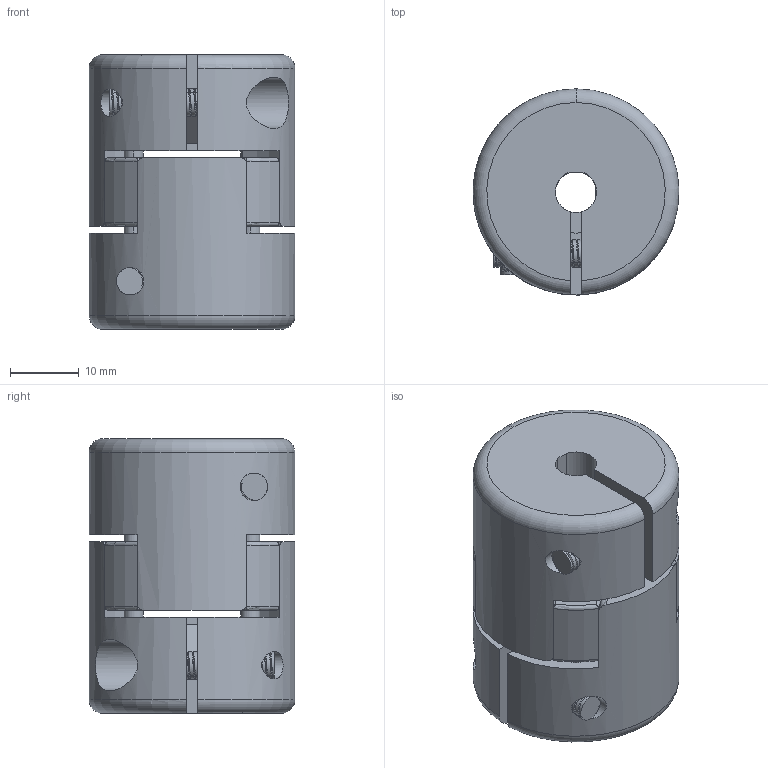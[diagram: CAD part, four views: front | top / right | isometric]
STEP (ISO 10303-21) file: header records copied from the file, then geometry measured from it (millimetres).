
FILE_DESCRIPTION (( 'STEP AP203' ), '1' );
FILE_NAME ('Coupler Assy.STEP', '2015-04-13T01:23:30', ( '' ), ( '' ), 'SwSTEP 2.0', 'SolidWorks 2014', '' );
FILE_SCHEMA (( 'CONFIG_CONTROL_DESIGN' ));
Length unit declared in the file: millimetre
Products named in the file (5): Coupler 6mm Hole; Coupler Insert; Coupler 8mm Hole; M4x16; Coupler Assy
Assembly tree (5 placements, depth 2):
  Coupler Assy
    Coupler 6mm Hole
    Coupler Insert
    Coupler 8mm Hole
    M4x16  x2
Bounding box: 30 x 30 x 40 mm (x, y, z)
Volume: 23656.7 mm3; surface area: 11542.1 mm2
Topology: 5 solids, 5 shells, 746 faces, 2105 edges, 1388 vertices
Faces by surface type: plane 387, cylinder 253, torus 54, bspline 52
Entity records: 21419 total; most frequent: CARTESIAN_POINT 9227, ORIENTED_EDGE 2676, DIRECTION 2128, EDGE_CURVE 1338, VERTEX_POINT 877, AXIS2_PLACEMENT_3D 744, LINE 640, VECTOR 640
